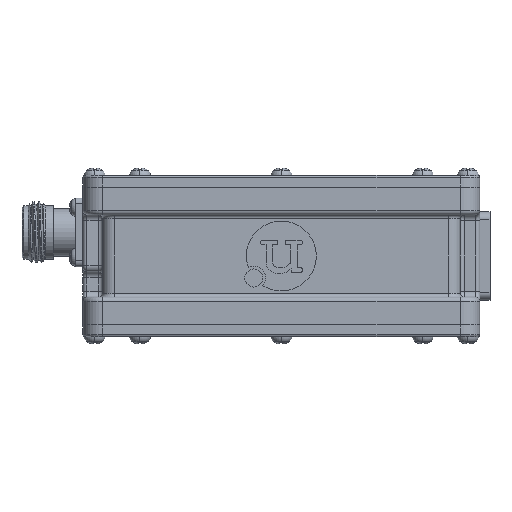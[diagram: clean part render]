
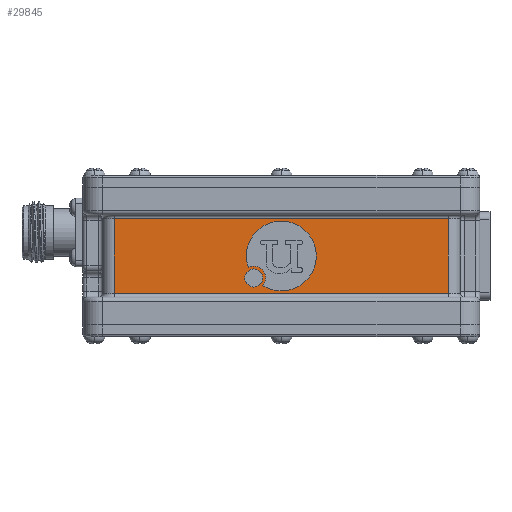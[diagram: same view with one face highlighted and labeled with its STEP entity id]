
A CAD part, left-side view. The second image highlights one B-rep face of the part: STEP entity #29845.
In plain terms, the highlighted planar face has unit normal (-1, 0, 0).
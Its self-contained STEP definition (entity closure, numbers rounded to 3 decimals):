
#538 = DIRECTION ( 'NONE',  ( 0., -1., 0. ) ) ;
#589 = CIRCLE ( 'NONE', #15581, 8.9 ) ;
#783 = LINE ( 'NONE', #12413, #46478 ) ;
#1464 = DIRECTION ( 'NONE',  ( 0., 1., 0. ) ) ;
#1924 = EDGE_CURVE ( 'NONE', #47203, #3328, #16436, .T. ) ;
#2555 = DIRECTION ( 'NONE',  ( 1., 0., 0. ) ) ;
#3328 = VERTEX_POINT ( 'NONE', #24915 ) ;
#3395 = VECTOR ( 'NONE', #538, 1000. ) ;
#3493 = EDGE_LOOP ( 'NONE', ( #17265, #48886, #53067, #27064, #53467 ) ) ;
#4464 = FACE_OUTER_BOUND ( 'NONE', #32204, .T. ) ;
#4666 = LINE ( 'NONE', #54148, #3395 ) ;
#4738 = FACE_BOUND ( 'NONE', #3493, .T. ) ;
#5338 = LINE ( 'NONE', #52285, #38418 ) ;
#5928 = DIRECTION ( 'NONE',  ( -1., 0., 0. ) ) ;
#6571 = DIRECTION ( 'NONE',  ( 0., 0., 1. ) ) ;
#6640 = AXIS2_PLACEMENT_3D ( 'NONE', #7111, #39738, #6571 ) ;
#6923 = CIRCLE ( 'NONE', #44844, 2.3 ) ;
#7111 = CARTESIAN_POINT ( 'NONE',  ( -25., 60.1, -5.6 ) ) ;
#7243 = CARTESIAN_POINT ( 'NONE',  ( -25., 57.818, -7.547 ) ) ;
#8234 = EDGE_CURVE ( 'NONE', #34423, #12436, #24833, .T. ) ;
#8644 = PLANE ( 'NONE',  #51155 ) ;
#9474 = VERTEX_POINT ( 'NONE', #37214 ) ;
#11117 = CARTESIAN_POINT ( 'NONE',  ( -25., 60.1, -5.6 ) ) ;
#11320 = EDGE_LOOP ( 'NONE', ( #50424, #20637 ) ) ;
#11974 = VERTEX_POINT ( 'NONE', #49198 ) ;
#12413 = CARTESIAN_POINT ( 'NONE',  ( -25., 10.6, 10.5 ) ) ;
#12436 = VERTEX_POINT ( 'NONE', #14489 ) ;
#13117 = CIRCLE ( 'NONE', #43953, 8.9 ) ;
#13358 = EDGE_CURVE ( 'NONE', #43110, #49243, #783, .T. ) ;
#13460 = ORIENTED_EDGE ( 'NONE', *, *, #28563, .T. ) ;
#13969 = DIRECTION ( 'NONE',  ( 0., 0., 1. ) ) ;
#14141 = FACE_BOUND ( 'NONE', #11320, .T. ) ;
#14218 = DIRECTION ( 'NONE',  ( -1., 0., 0. ) ) ;
#14489 = CARTESIAN_POINT ( 'NONE',  ( -25., 95.6, -9.5 ) ) ;
#15570 = AXIS2_PLACEMENT_3D ( 'NONE', #48662, #52279, #27672 ) ;
#15581 = AXIS2_PLACEMENT_3D ( 'NONE', #33151, #54151, #45283 ) ;
#15735 = CARTESIAN_POINT ( 'NONE',  ( -25., 60.1, -2.6 ) ) ;
#16436 = CIRCLE ( 'NONE', #15570, 8.9 ) ;
#17265 = ORIENTED_EDGE ( 'NONE', *, *, #1924, .F. ) ;
#17407 = CARTESIAN_POINT ( 'NONE',  ( -25., 95.6, 9.5 ) ) ;
#19199 = DIRECTION ( 'NONE',  ( 0., 0., 1. ) ) ;
#19887 = DIRECTION ( 'NONE',  ( 0., 0., -1. ) ) ;
#20620 = EDGE_CURVE ( 'NONE', #23120, #25039, #41829, .T. ) ;
#20637 = ORIENTED_EDGE ( 'NONE', *, *, #44287, .F. ) ;
#21036 = CARTESIAN_POINT ( 'NONE',  ( -25., 60.1, -5.6 ) ) ;
#21530 = EDGE_CURVE ( 'NONE', #49243, #34423, #5338, .T. ) ;
#22276 = VECTOR ( 'NONE', #19887, 1000. ) ;
#23120 = VERTEX_POINT ( 'NONE', #53950 ) ;
#23309 = CARTESIAN_POINT ( 'NONE',  ( -25., 10.6, 9.5 ) ) ;
#23777 = EDGE_CURVE ( 'NONE', #9474, #39096, #26955, .T. ) ;
#24194 = AXIS2_PLACEMENT_3D ( 'NONE', #21036, #40923, #37076 ) ;
#24833 = LINE ( 'NONE', #32590, #22276 ) ;
#24915 = CARTESIAN_POINT ( 'NONE',  ( -25., 53.1, -8.9 ) ) ;
#25039 = VERTEX_POINT ( 'NONE', #15735 ) ;
#25478 = CARTESIAN_POINT ( 'NONE',  ( -25., 103.6, -10.5 ) ) ;
#26955 = CIRCLE ( 'NONE', #6640, 2.3 ) ;
#27064 = ORIENTED_EDGE ( 'NONE', *, *, #42813, .F. ) ;
#27672 = DIRECTION ( 'NONE',  ( 0., 0., 1. ) ) ;
#28563 = EDGE_CURVE ( 'NONE', #12436, #43110, #4666, .T. ) ;
#29242 = DIRECTION ( 'NONE',  ( 0., 0., 1. ) ) ;
#29845 = ADVANCED_FACE ( 'NONE', ( #4738, #14141, #4464 ), #8644, .F. ) ;
#30533 = CARTESIAN_POINT ( 'NONE',  ( -25., 60.1, -5.6 ) ) ;
#31558 = DIRECTION ( 'NONE',  ( 0., 0., 1. ) ) ;
#32115 = AXIS2_PLACEMENT_3D ( 'NONE', #11117, #2555, #31558 ) ;
#32204 = EDGE_LOOP ( 'NONE', ( #54238, #36720, #49514, #13460 ) ) ;
#32590 = CARTESIAN_POINT ( 'NONE',  ( -25., 95.6, -10.5 ) ) ;
#33151 = CARTESIAN_POINT ( 'NONE',  ( -25., 53.1, 0. ) ) ;
#34423 = VERTEX_POINT ( 'NONE', #17407 ) ;
#34776 = CARTESIAN_POINT ( 'NONE',  ( -25., 10.6, -9.5 ) ) ;
#36720 = ORIENTED_EDGE ( 'NONE', *, *, #21530, .T. ) ;
#37076 = DIRECTION ( 'NONE',  ( 0., 0., 1. ) ) ;
#37214 = CARTESIAN_POINT ( 'NONE',  ( -25., 60.1, -3.3 ) ) ;
#38287 = CARTESIAN_POINT ( 'NONE',  ( -25., 53.1, 0. ) ) ;
#38418 = VECTOR ( 'NONE', #1464, 1000. ) ;
#39096 = VERTEX_POINT ( 'NONE', #44786 ) ;
#39738 = DIRECTION ( 'NONE',  ( -1., 0., 0. ) ) ;
#40923 = DIRECTION ( 'NONE',  ( 1., 0., 0. ) ) ;
#41045 = EDGE_CURVE ( 'NONE', #25039, #47203, #42749, .T. ) ;
#41829 = CIRCLE ( 'NONE', #24194, 3. ) ;
#42328 = DIRECTION ( 'NONE',  ( 0., 0., -1. ) ) ;
#42593 = DIRECTION ( 'NONE',  ( 1., 0., 0. ) ) ;
#42749 = CIRCLE ( 'NONE', #32115, 3. ) ;
#42813 = EDGE_CURVE ( 'NONE', #11974, #23120, #589, .T. ) ;
#43110 = VERTEX_POINT ( 'NONE', #34776 ) ;
#43953 = AXIS2_PLACEMENT_3D ( 'NONE', #38287, #5928, #19199 ) ;
#44287 = EDGE_CURVE ( 'NONE', #39096, #9474, #6923, .T. ) ;
#44786 = CARTESIAN_POINT ( 'NONE',  ( -25., 60.1, -7.9 ) ) ;
#44844 = AXIS2_PLACEMENT_3D ( 'NONE', #30533, #14218, #13969 ) ;
#45283 = DIRECTION ( 'NONE',  ( 0., 0., 1. ) ) ;
#46478 = VECTOR ( 'NONE', #29242, 1000. ) ;
#47203 = VERTEX_POINT ( 'NONE', #7243 ) ;
#48662 = CARTESIAN_POINT ( 'NONE',  ( -25., 53.1, 0. ) ) ;
#48886 = ORIENTED_EDGE ( 'NONE', *, *, #41045, .F. ) ;
#49135 = EDGE_CURVE ( 'NONE', #3328, #11974, #13117, .T. ) ;
#49198 = CARTESIAN_POINT ( 'NONE',  ( -25., 53.1, 8.9 ) ) ;
#49243 = VERTEX_POINT ( 'NONE', #23309 ) ;
#49514 = ORIENTED_EDGE ( 'NONE', *, *, #8234, .T. ) ;
#50424 = ORIENTED_EDGE ( 'NONE', *, *, #23777, .F. ) ;
#51155 = AXIS2_PLACEMENT_3D ( 'NONE', #25478, #42593, #42328 ) ;
#52279 = DIRECTION ( 'NONE',  ( -1., 0., 0. ) ) ;
#52285 = CARTESIAN_POINT ( 'NONE',  ( -25., 95.6, 9.5 ) ) ;
#53067 = ORIENTED_EDGE ( 'NONE', *, *, #20620, .F. ) ;
#53467 = ORIENTED_EDGE ( 'NONE', *, *, #49135, .F. ) ;
#53950 = CARTESIAN_POINT ( 'NONE',  ( -25., 61.498, -2.946 ) ) ;
#54148 = CARTESIAN_POINT ( 'NONE',  ( -25., 10.6, -9.5 ) ) ;
#54151 = DIRECTION ( 'NONE',  ( -1., 0., 0. ) ) ;
#54238 = ORIENTED_EDGE ( 'NONE', *, *, #13358, .T. ) ;
